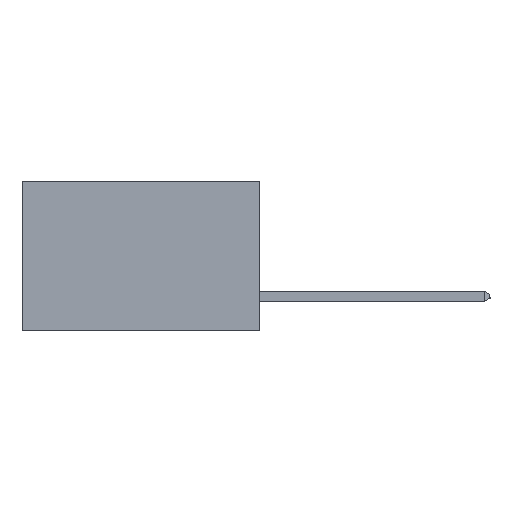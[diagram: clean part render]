
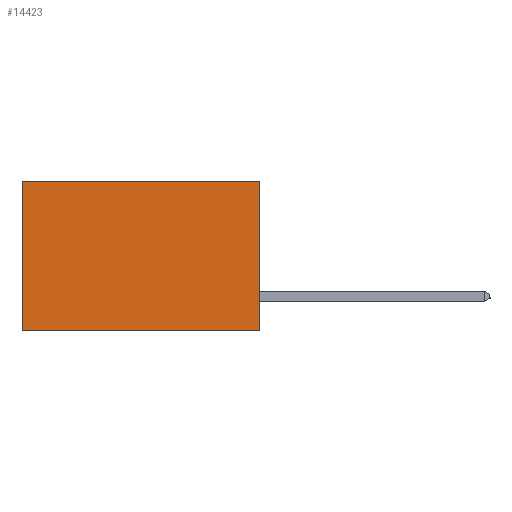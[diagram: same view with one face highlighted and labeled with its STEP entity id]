
A CAD part, left-side view. The second image highlights one B-rep face of the part: STEP entity #14423.
In plain terms, the highlighted planar face has unit normal (-1, 0, 0).
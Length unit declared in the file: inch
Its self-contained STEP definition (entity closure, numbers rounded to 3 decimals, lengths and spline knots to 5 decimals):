
#1064 = ORIENTED_EDGE ( 'NONE', *, *, #5192, .F. ) ;
#1246 = CARTESIAN_POINT ( 'NONE',  ( 0.277, 0., 0. ) ) ;
#1586 = LINE ( 'NONE', #16300, #9483 ) ;
#1847 = DIRECTION ( 'NONE',  ( 1., 0., 0. ) ) ;
#2358 = LINE ( 'NONE', #1246, #18635 ) ;
#2716 = DIRECTION ( 'NONE',  ( 0., 0., -1. ) ) ;
#2859 = DIRECTION ( 'NONE',  ( 0., 1., 0. ) ) ;
#4789 = EDGE_CURVE ( 'NONE', #18804, #8924, #17935, .T. ) ;
#5192 = EDGE_CURVE ( 'NONE', #14687, #8924, #5867, .T. ) ;
#5368 = VECTOR ( 'NONE', #2716, 39.37008 ) ;
#5528 = CARTESIAN_POINT ( 'NONE',  ( 0.277, 0., -0.37 ) ) ;
#5867 = LINE ( 'NONE', #5528, #17916 ) ;
#7123 = EDGE_CURVE ( 'NONE', #12935, #14687, #1586, .T. ) ;
#7451 = ORIENTED_EDGE ( 'NONE', *, *, #4789, .T. ) ;
#8275 = ORIENTED_EDGE ( 'NONE', *, *, #20309, .T. ) ;
#8924 = VERTEX_POINT ( 'NONE', #13724 ) ;
#9077 = CARTESIAN_POINT ( 'NONE',  ( 0.277, 0., 0. ) ) ;
#9483 = VECTOR ( 'NONE', #17900, 39.37008 ) ;
#11234 = CARTESIAN_POINT ( 'NONE',  ( 0.277, 0., -0.37 ) ) ;
#11324 = AXIS2_PLACEMENT_3D ( 'NONE', #11234, #1847, #12829 ) ;
#12829 = DIRECTION ( 'NONE',  ( 0., 0., -1. ) ) ;
#12935 = VERTEX_POINT ( 'NONE', #9077 ) ;
#13054 = EDGE_LOOP ( 'NONE', ( #7451, #1064, #16147, #8275 ) ) ;
#13275 = CARTESIAN_POINT ( 'NONE',  ( 0.277, 0.59, 0. ) ) ;
#13724 = CARTESIAN_POINT ( 'NONE',  ( 0.277, 0.59, -0.37 ) ) ;
#13731 = CARTESIAN_POINT ( 'NONE',  ( 0.277, 0.59, -0.37 ) ) ;
#14423 = ADVANCED_FACE ( 'NONE', ( #20180 ), #19149, .F. ) ;
#14687 = VERTEX_POINT ( 'NONE', #16573 ) ;
#14937 = DIRECTION ( 'NONE',  ( 0., 1., 0. ) ) ;
#16147 = ORIENTED_EDGE ( 'NONE', *, *, #7123, .F. ) ;
#16300 = CARTESIAN_POINT ( 'NONE',  ( 0.277, 0., -0.37 ) ) ;
#16573 = CARTESIAN_POINT ( 'NONE',  ( 0.277, 0., -0.37 ) ) ;
#17900 = DIRECTION ( 'NONE',  ( 0., 0., -1. ) ) ;
#17916 = VECTOR ( 'NONE', #14937, 39.37008 ) ;
#17935 = LINE ( 'NONE', #13731, #5368 ) ;
#18635 = VECTOR ( 'NONE', #2859, 39.37008 ) ;
#18804 = VERTEX_POINT ( 'NONE', #13275 ) ;
#19149 = PLANE ( 'NONE',  #11324 ) ;
#20180 = FACE_OUTER_BOUND ( 'NONE', #13054, .T. ) ;
#20309 = EDGE_CURVE ( 'NONE', #12935, #18804, #2358, .T. ) ;
